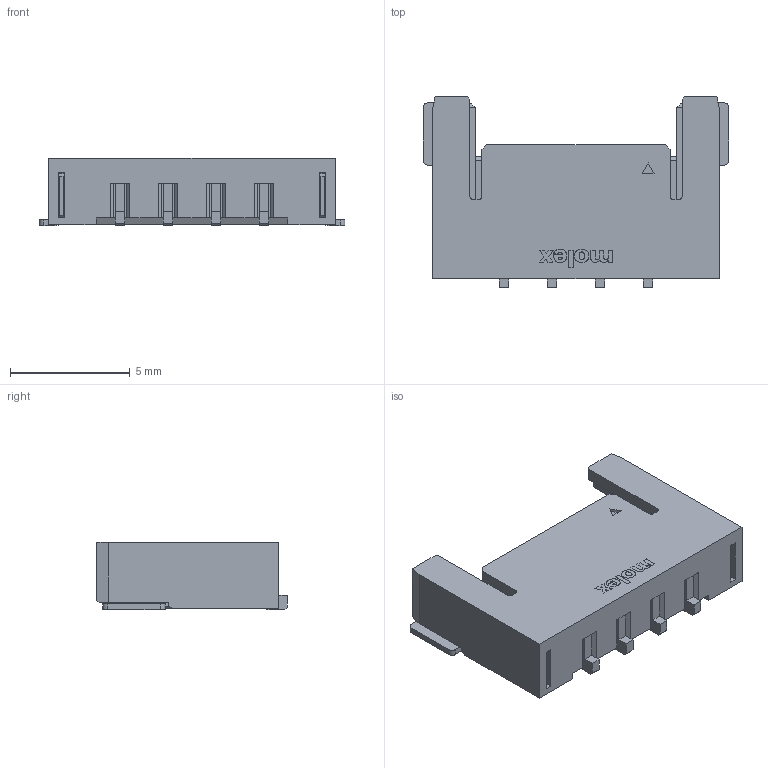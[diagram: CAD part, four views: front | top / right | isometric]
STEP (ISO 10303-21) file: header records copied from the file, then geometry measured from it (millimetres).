
FILE_DESCRIPTION(/* description */ (''),/* implementation_level */ '2;1');
FILE_NAME(/* name */ '205338-0004.stp',/* time_stamp */ '2022-12-10T22:25:00-04:00',/* author */ ('rabri'),/* organization */ (''),/* preprocessor_version */ 'ST-DEVELOPER v18',/* originating_system */ 'Autodesk Inventor 2020',/* authorisation */ '');
FILE_SCHEMA (('AUTOMOTIVE_DESIGN { 1 0 10303 214 3 1 1 }'));
Length unit declared in the file: millimetre
Products named in the file (6): 205338-0004; body; mtn; terminal; logo; mtn_MIR
Assembly tree (5 placements, depth 2):
  205338-0004
    body
    mtn
    terminal
    logo
    mtn_MIR
Bounding box: 12.75 x 7.95 x 2.8 mm (x, y, z)
Volume: 121.7 mm3; surface area: 511 mm2
Topology: 18 solids, 18 shells, 443 faces, 1198 edges, 786 vertices
Faces by surface type: plane 320, bspline 66, cylinder 49, sphere 8
Entity records: 14310 total; most frequent: CARTESIAN_POINT 3084, ORIENTED_EDGE 2396, DIRECTION 2048, EDGE_CURVE 1198, LINE 968, VECTOR 968, VERTEX_POINT 786, AXIS2_PLACEMENT_3D 540
